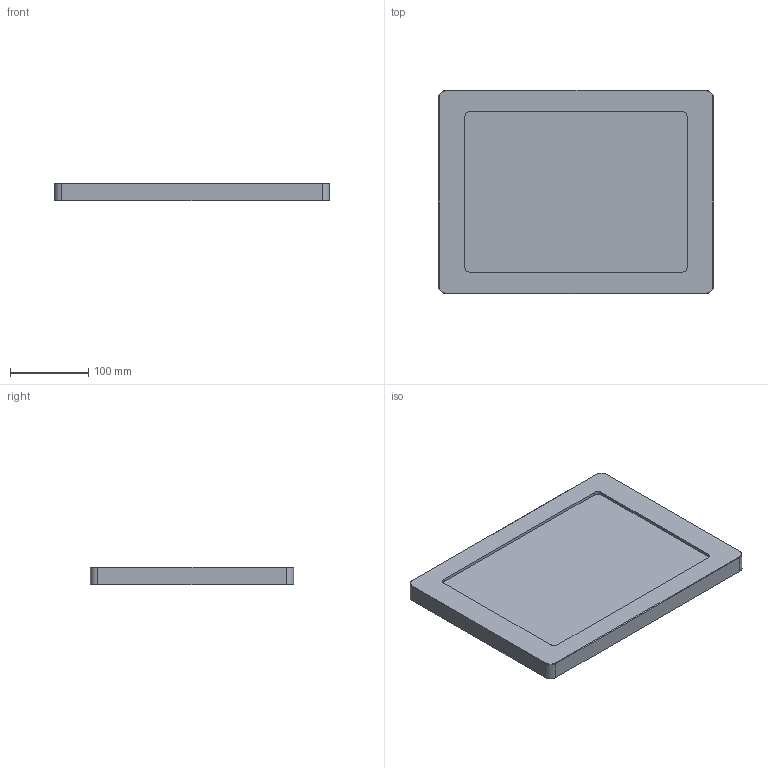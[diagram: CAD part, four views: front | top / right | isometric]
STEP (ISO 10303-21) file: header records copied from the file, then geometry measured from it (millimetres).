
FILE_DESCRIPTION(/* description */ (''),/* implementation_level */ '2;1');
FILE_NAME(/* name */ 'vb_vesa_spro9.step',/* time_stamp */ '2023-04-20T11:42:27-04:00',/* author */ ('NickC'),/* organization */ (''),/* preprocessor_version */ 'ST-DEVELOPER v17',/* originating_system */ 'Autodesk Inventor 2019',/* authorisation */ '');
FILE_SCHEMA (('AUTOMOTIVE_DESIGN { 1 0 10303 214 3 1 1 }'));
Length unit declared in the file: inch
Products named in the file (1): vb_vesa_spro9
Bounding box: 351.21 x 259.44 x 22.61 mm (x, y, z)
Volume: 1820675 mm3; surface area: 218984.5 mm2
Topology: 1 solids, 8 shells, 403 faces, 1021 edges, 688 vertices
Faces by surface type: plane 240, cylinder 77, cone 60, bspline 26
Full cylindrical faces by diameter (mm): 2.438 x32, 3.251 x4, 4.826 x8, 38.1 x1
Entity records: 14105 total; most frequent: CARTESIAN_POINT 4387, ORIENTED_EDGE 2042, DIRECTION 1931, EDGE_CURVE 1021, AXIS2_PLACEMENT_3D 704, VERTEX_POINT 688, LINE 523, VECTOR 523
